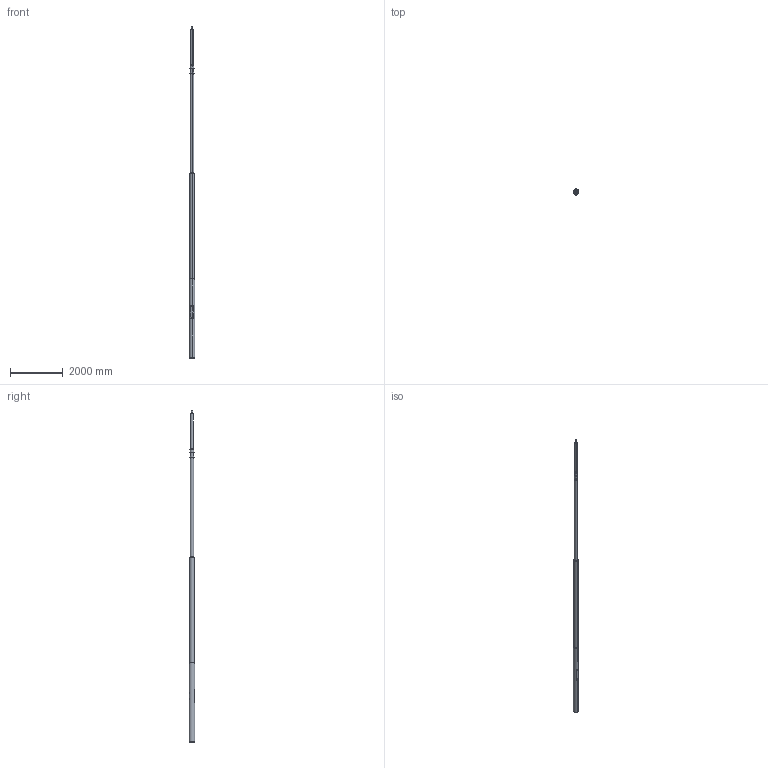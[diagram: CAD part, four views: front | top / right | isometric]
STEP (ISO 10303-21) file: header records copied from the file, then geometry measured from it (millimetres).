
FILE_DESCRIPTION (( 'STEP AP214' ), '1' );
FILE_NAME ('110350KGXS S200C312O 4608106 S-VARTINEN OLAKEPYLVÄS_3D.step', '2022-05-28T14:41:38', ( '' ), ( '' ), 'SwSTEP 2.0', 'SolidWorks 2021', '' );
FILE_SCHEMA (( 'AUTOMOTIVE_DESIGN' ));
Length unit declared in the file: millimetre
Products named in the file (16): SOVITERENGAS SORVATTU_D219-D168; C312O OLAKERUNKO_C312O; socket set screw cone point_din_DIN 914 - M10 x 30-N; KYTKENTÄAUKON LATTARAUTA_LATTA 4X20X150; S-OLAKEVARREN AIHIO_S200CO; OLAKEVARREN LATTA_LATTA 3X20X200; socket set screw cone point_din_DIN 914 - M10 x 40-N; socket head cap screw_din_DIN 912 M6 x 16 --- 16N; 110350KGXS S200C312O 4608106 S-VARTINEN OLAKEPYLVÄS_3D; S-OLAKEVARSI_S200CO; LATTA 5X16X460 KYTKENTÄAUKON VAHVIKE_C 1; YKSI R_KYTKENTÄAUKON LUUKKU_LUUKKU D219,1; 168,3X4,0 PYÖREÄPUTKI-VÄLI_219-168-140 VŽLIPUTKI TASAPŽŽT-4000; SOVITERENGAS OLAKEVARSI_SOVITERENGAS D89-D139; 139,7X3,6 PYÖREÄPUTKI-LATVA 2X LATVAREIÄT_139,7X3,6 2X LATVAREIŽT-4100; 219,1X4,5 PYÖREÄPUTKI-TYVI_219,1 TYVIPUTKI TASALATVA-3000
Assembly tree (29 placements, depth 3):
  110350KGXS S200C312O 4608106 S-VARTINEN OLAKEPYLVÄS_3D
    S-OLAKEVARSI_S200CO
      S-OLAKEVARREN AIHIO_S200CO
      SOVITERENGAS OLAKEVARSI_SOVITERENGAS D89-D139
      OLAKEVARREN LATTA_LATTA 3X20X200  x4
    C312O OLAKERUNKO_C312O
      219,1X4,5 PYÖREÄPUTKI-TYVI_219,1 TYVIPUTKI TASALATVA-3000
      SOVITERENGAS SORVATTU_D219-D168
      168,3X4,0 PYÖREÄPUTKI-VÄLI_219-168-140 VŽLIPUTKI TASAPŽŽT-4000
      139,7X3,6 PYÖREÄPUTKI-LATVA 2X LATVAREIÄT_139,7X3,6 2X LATVAREIŽT-4100
      socket set screw cone point_din_DIN 914 - M10 x 40-N
      socket set screw cone point_din_DIN 914 - M10 x 30-N  x7
      YKSI R_KYTKENTÄAUKON LUUKKU_LUUKKU D219,1
      socket head cap screw_din_DIN 912 M6 x 16 --- 16N  x4
      KYTKENTÄAUKON LATTARAUTA_LATTA 4X20X150  x2
      LATTA 5X16X460 KYTKENTÄAUKON VAHVIKE_C 1  x2
Bounding box: 219.1 x 226.6 x 12600.24 mm (x, y, z)
Volume: 25836895.4 mm3; surface area: 12939847.3 mm2
Topology: 27 solids, 27 shells, 427 faces, 1006 edges, 622 vertices
Faces by surface type: plane 209, cylinder 114, cone 80, torus 22, bspline 2
Entity records: 9960 total; most frequent: CARTESIAN_POINT 3803, DIRECTION 1148, ORIENTED_EDGE 1144, EDGE_CURVE 572, AXIS2_PLACEMENT_3D 430, VERTEX_POINT 359, VECTOR 288, LINE 288
